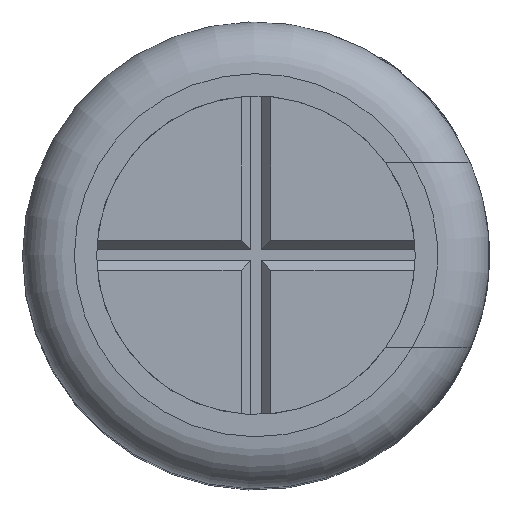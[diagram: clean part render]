
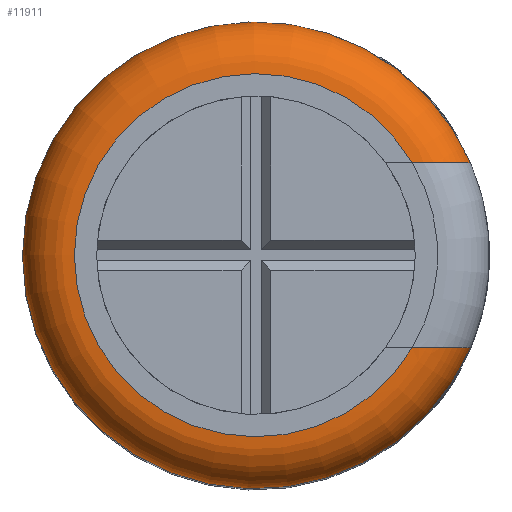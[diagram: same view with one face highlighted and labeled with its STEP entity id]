
A CAD part, top view. The second image highlights one B-rep face of the part: STEP entity #11911.
In plain terms, the highlighted toroidal (fillet/blend) face has major radius 2.45 mm and minor radius 0.7 mm.
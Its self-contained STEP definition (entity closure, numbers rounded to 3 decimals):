
#946 = CIRCLE ( 'NONE', #27198, 2.45 ) ;
#1013 = ORIENTED_EDGE ( 'NONE', *, *, #18675, .F. ) ;
#1101 = DIRECTION ( 'NONE',  ( 1., 0., 0. ) ) ;
#1340 = EDGE_CURVE ( 'NONE', #24136, #24631, #14048, .T. ) ;
#1924 = EDGE_CURVE ( 'NONE', #24136, #27401, #4311, .T. ) ;
#2508 = AXIS2_PLACEMENT_3D ( 'NONE', #26595, #16097, #3278 ) ;
#2683 = CARTESIAN_POINT ( 'NONE',  ( 2.891, -1.25, 11.397 ) ) ;
#3278 = DIRECTION ( 'NONE',  ( 1., 0., 0. ) ) ;
#3354 = EDGE_CURVE ( 'NONE', #18690, #3793, #13520, .T. ) ;
#3582 = ORIENTED_EDGE ( 'NONE', *, *, #1924, .T. ) ;
#3793 = VERTEX_POINT ( 'NONE', #19907 ) ;
#3817 = CARTESIAN_POINT ( 'NONE',  ( 2.891, -1.25, 11.3 ) ) ;
#4311 = B_SPLINE_CURVE_WITH_KNOTS ( 'NONE', 3,
 ( #4806, #2683, #15477, #6969, #21939, #9119, #24085, #11280 ),
 .UNSPECIFIED., .F., .F.,
 ( 4, 2, 2, 4 ),
 ( 0.003, 0.003, 0.004, 0.004 ),
 .UNSPECIFIED. ) ;
#4786 = CARTESIAN_POINT ( 'NONE',  ( 0., 0., 12. ) ) ;
#4806 = CARTESIAN_POINT ( 'NONE',  ( 2.891, -1.25, 11.3 ) ) ;
#5283 = CARTESIAN_POINT ( 'NONE',  ( 2.784, 1.25, 11.671 ) ) ;
#5807 = CARTESIAN_POINT ( 'NONE',  ( 0., 0., 11.3 ) ) ;
#5905 = TOROIDAL_SURFACE ( 'NONE', #2508, 2.45, 0.7 ) ;
#6863 = CIRCLE ( 'NONE', #17086, 3.15 ) ;
#6942 = DIRECTION ( 'NONE',  ( 1., 0., 0. ) ) ;
#6969 = CARTESIAN_POINT ( 'NONE',  ( 2.784, -1.25, 11.67 ) ) ;
#7444 = CARTESIAN_POINT ( 'NONE',  ( 2.891, 1.25, 11.397 ) ) ;
#7913 = FACE_OUTER_BOUND ( 'NONE', #15066, .T. ) ;
#7958 = DIRECTION ( 'NONE',  ( 1., 0., 0. ) ) ;
#9119 = CARTESIAN_POINT ( 'NONE',  ( 2.498, -1.25, 11.938 ) ) ;
#9994 = CARTESIAN_POINT ( 'NONE',  ( 2.107, -1.25, 12. ) ) ;
#11071 = EDGE_CURVE ( 'NONE', #18690, #27401, #946, .T. ) ;
#11280 = CARTESIAN_POINT ( 'NONE',  ( 2.107, -1.25, 12. ) ) ;
#11442 = ORIENTED_EDGE ( 'NONE', *, *, #11071, .F. ) ;
#11911 = ADVANCED_FACE ( 'NONE', ( #7913 ), #5905, .T. ) ;
#12611 = ORIENTED_EDGE ( 'NONE', *, *, #1340, .F. ) ;
#13520 = B_SPLINE_CURVE_WITH_KNOTS ( 'NONE', 3,
 ( #15953, #13779, #13697, #18119, #5283, #20272, #7444, #22416 ),
 .UNSPECIFIED., .F., .F.,
 ( 4, 2, 2, 4 ),
 ( 0., 0.001, 0.001, 0.002 ),
 .UNSPECIFIED. ) ;
#13697 = CARTESIAN_POINT ( 'NONE',  ( 2.498, 1.25, 11.938 ) ) ;
#13779 = CARTESIAN_POINT ( 'NONE',  ( 2.301, 1.25, 12. ) ) ;
#13893 = DIRECTION ( 'NONE',  ( 0., 0., -1. ) ) ;
#14048 = CIRCLE ( 'NONE', #20117, 3.15 ) ;
#15066 = EDGE_LOOP ( 'NONE', ( #12611, #3582, #11442, #22352, #1013 ) ) ;
#15477 = CARTESIAN_POINT ( 'NONE',  ( 2.869, -1.25, 11.495 ) ) ;
#15953 = CARTESIAN_POINT ( 'NONE',  ( 2.107, 1.25, 12. ) ) ;
#16097 = DIRECTION ( 'NONE',  ( 0., 0., 1. ) ) ;
#17086 = AXIS2_PLACEMENT_3D ( 'NONE', #5807, #20781, #7958 ) ;
#18119 = CARTESIAN_POINT ( 'NONE',  ( 2.722, 1.25, 11.749 ) ) ;
#18675 = EDGE_CURVE ( 'NONE', #24631, #3793, #6863, .T. ) ;
#18690 = VERTEX_POINT ( 'NONE', #25184 ) ;
#19792 = DIRECTION ( 'NONE',  ( 0., 0., 1. ) ) ;
#19907 = CARTESIAN_POINT ( 'NONE',  ( 2.891, 1.25, 11.3 ) ) ;
#20117 = AXIS2_PLACEMENT_3D ( 'NONE', #26730, #13893, #1101 ) ;
#20272 = CARTESIAN_POINT ( 'NONE',  ( 2.869, 1.25, 11.495 ) ) ;
#20781 = DIRECTION ( 'NONE',  ( 0., 0., -1. ) ) ;
#21939 = CARTESIAN_POINT ( 'NONE',  ( 2.723, -1.25, 11.748 ) ) ;
#22352 = ORIENTED_EDGE ( 'NONE', *, *, #3354, .T. ) ;
#22416 = CARTESIAN_POINT ( 'NONE',  ( 2.891, 1.25, 11.3 ) ) ;
#24085 = CARTESIAN_POINT ( 'NONE',  ( 2.301, -1.25, 12. ) ) ;
#24136 = VERTEX_POINT ( 'NONE', #3817 ) ;
#24631 = VERTEX_POINT ( 'NONE', #24844 ) ;
#24844 = CARTESIAN_POINT ( 'NONE',  ( -3.15, 0., 11.3 ) ) ;
#25184 = CARTESIAN_POINT ( 'NONE',  ( 2.107, 1.25, 12. ) ) ;
#26595 = CARTESIAN_POINT ( 'NONE',  ( 0., 0., 11.3 ) ) ;
#26730 = CARTESIAN_POINT ( 'NONE',  ( 0., 0., 11.3 ) ) ;
#27198 = AXIS2_PLACEMENT_3D ( 'NONE', #4786, #19792, #6942 ) ;
#27401 = VERTEX_POINT ( 'NONE', #9994 ) ;
